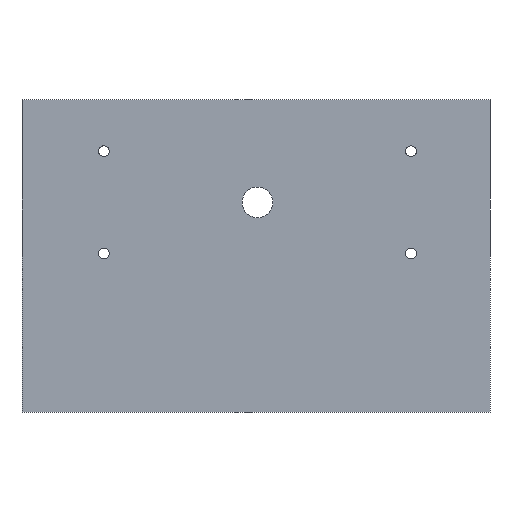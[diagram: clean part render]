
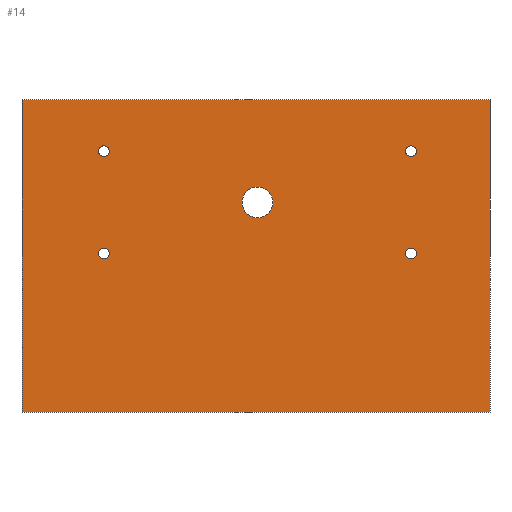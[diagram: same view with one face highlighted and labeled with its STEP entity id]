
A CAD part, front view. The second image highlights one B-rep face of the part: STEP entity #14.
In plain terms, the highlighted planar face has unit normal (0, -1, 0).
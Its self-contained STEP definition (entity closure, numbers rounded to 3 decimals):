
#14 = ADVANCED_FACE ( 'NONE', ( #176, #90, #209, #70, #177, #37 ), #495, .T. ) ;
#29 = ORIENTED_EDGE ( 'NONE', *, *, #423, .F. ) ;
#31 = EDGE_LOOP ( 'NONE', ( #95, #143 ) ) ;
#37 = FACE_OUTER_BOUND ( 'NONE', #125, .T. ) ;
#39 = CIRCLE ( 'NONE', #466, 5.25 ) ;
#40 = ORIENTED_EDGE ( 'NONE', *, *, #420, .T. ) ;
#70 = FACE_BOUND ( 'NONE', #131, .T. ) ;
#74 = CIRCLE ( 'NONE', #449, 5.25 ) ;
#76 = VECTOR ( 'NONE', #603, 1000. ) ;
#83 = ORIENTED_EDGE ( 'NONE', *, *, #407, .F. ) ;
#84 = VECTOR ( 'NONE', #254, 1000. ) ;
#90 = FACE_BOUND ( 'NONE', #31, .T. ) ;
#95 = ORIENTED_EDGE ( 'NONE', *, *, #560, .T. ) ;
#101 = CIRCLE ( 'NONE', #404, 15. ) ;
#102 = ORIENTED_EDGE ( 'NONE', *, *, #408, .F. ) ;
#115 = EDGE_LOOP ( 'NONE', ( #165, #193 ) ) ;
#116 = ORIENTED_EDGE ( 'NONE', *, *, #412, .F. ) ;
#117 = VECTOR ( 'NONE', #227, 1000. ) ;
#119 = ORIENTED_EDGE ( 'NONE', *, *, #425, .T. ) ;
#121 = EDGE_LOOP ( 'NONE', ( #144, #119 ) ) ;
#125 = EDGE_LOOP ( 'NONE', ( #83, #29, #116, #102 ) ) ;
#131 = EDGE_LOOP ( 'NONE', ( #40, #181 ) ) ;
#135 = LINE ( 'NONE', #391, #117 ) ;
#142 = LINE ( 'NONE', #390, #163 ) ;
#143 = ORIENTED_EDGE ( 'NONE', *, *, #411, .T. ) ;
#144 = ORIENTED_EDGE ( 'NONE', *, *, #429, .T. ) ;
#148 = CIRCLE ( 'NONE', #410, 5.25 ) ;
#154 = ORIENTED_EDGE ( 'NONE', *, *, #430, .T. ) ;
#156 = CIRCLE ( 'NONE', #452, 5.25 ) ;
#160 = LINE ( 'NONE', #247, #84 ) ;
#163 = VECTOR ( 'NONE', #221, 1000. ) ;
#165 = ORIENTED_EDGE ( 'NONE', *, *, #442, .T. ) ;
#171 = CIRCLE ( 'NONE', #464, 5.25 ) ;
#174 = LINE ( 'NONE', #393, #76 ) ;
#176 = FACE_BOUND ( 'NONE', #198, .T. ) ;
#177 = FACE_BOUND ( 'NONE', #115, .T. ) ;
#181 = ORIENTED_EDGE ( 'NONE', *, *, #554, .T. ) ;
#183 = CIRCLE ( 'NONE', #465, 5.25 ) ;
#193 = ORIENTED_EDGE ( 'NONE', *, *, #418, .T. ) ;
#198 = EDGE_LOOP ( 'NONE', ( #154, #202 ) ) ;
#202 = ORIENTED_EDGE ( 'NONE', *, *, #415, .T. ) ;
#208 = CIRCLE ( 'NONE', #460, 15. ) ;
#209 = FACE_BOUND ( 'NONE', #121, .T. ) ;
#221 = DIRECTION ( 'NONE',  ( 1., 0., 0. ) ) ;
#224 = DIRECTION ( 'NONE',  ( 0., 1., 0. ) ) ;
#225 = DIRECTION ( 'NONE',  ( 0., 0., 1. ) ) ;
#227 = DIRECTION ( 'NONE',  ( 0., 0., -1. ) ) ;
#233 = CARTESIAN_POINT ( 'NONE',  ( 80., 0., -150. ) ) ;
#234 = DIRECTION ( 'NONE',  ( 0., 1., 0. ) ) ;
#235 = DIRECTION ( 'NONE',  ( 0., 0., 1. ) ) ;
#239 = CARTESIAN_POINT ( 'NONE',  ( 380., 0., -150. ) ) ;
#241 = CARTESIAN_POINT ( 'NONE',  ( 230., 0., -100. ) ) ;
#242 = DIRECTION ( 'NONE',  ( 0., 1., 0. ) ) ;
#243 = DIRECTION ( 'NONE',  ( 0., 0., 1. ) ) ;
#247 = CARTESIAN_POINT ( 'NONE',  ( 0., 0., -304.8 ) ) ;
#248 = DIRECTION ( 'NONE',  ( 0., 1., 0. ) ) ;
#249 = DIRECTION ( 'NONE',  ( 0., 0., 1. ) ) ;
#254 = DIRECTION ( 'NONE',  ( -1., 0., 0. ) ) ;
#257 = CARTESIAN_POINT ( 'NONE',  ( 380., 0., -50. ) ) ;
#258 = DIRECTION ( 'NONE',  ( 0., 1., 0. ) ) ;
#259 = DIRECTION ( 'NONE',  ( 0., 0., 1. ) ) ;
#266 = CARTESIAN_POINT ( 'NONE',  ( 80., 0., -150. ) ) ;
#269 = CARTESIAN_POINT ( 'NONE',  ( 380., 0., -50. ) ) ;
#270 = CARTESIAN_POINT ( 'NONE',  ( 230., 0., -100. ) ) ;
#271 = DIRECTION ( 'NONE',  ( 0., 1., 0. ) ) ;
#272 = DIRECTION ( 'NONE',  ( 0., 0., 1. ) ) ;
#274 = DIRECTION ( 'NONE',  ( 0., 1., 0. ) ) ;
#275 = DIRECTION ( 'NONE',  ( 0., 0., 1. ) ) ;
#281 = DIRECTION ( 'NONE',  ( 0., 1., 0. ) ) ;
#282 = DIRECTION ( 'NONE',  ( 0., 0., 1. ) ) ;
#285 = CARTESIAN_POINT ( 'NONE',  ( 380., 0., -150. ) ) ;
#293 = CARTESIAN_POINT ( 'NONE',  ( 80., 0., -50. ) ) ;
#294 = DIRECTION ( 'NONE',  ( 0., 1., 0. ) ) ;
#295 = DIRECTION ( 'NONE',  ( 0., 0., 1. ) ) ;
#307 = CARTESIAN_POINT ( 'NONE',  ( 380., 0., -144.75 ) ) ;
#309 = DIRECTION ( 'NONE',  ( 0., 1., 0. ) ) ;
#310 = DIRECTION ( 'NONE',  ( 0., 0., 1. ) ) ;
#311 = CARTESIAN_POINT ( 'NONE',  ( 80., 0., -144.75 ) ) ;
#312 = CARTESIAN_POINT ( 'NONE',  ( 380., 0., -155.25 ) ) ;
#314 = CARTESIAN_POINT ( 'NONE',  ( 457.2, 0., -304.8 ) ) ;
#315 = CARTESIAN_POINT ( 'NONE',  ( 457.2, 0., 0. ) ) ;
#318 = CARTESIAN_POINT ( 'NONE',  ( 230., 0., -115. ) ) ;
#319 = CARTESIAN_POINT ( 'NONE',  ( 230., 0., -85. ) ) ;
#321 = CARTESIAN_POINT ( 'NONE',  ( 0., 0., -304.8 ) ) ;
#322 = CARTESIAN_POINT ( 'NONE',  ( 80., 0., -55.25 ) ) ;
#328 = CARTESIAN_POINT ( 'NONE',  ( 80., 0., -155.25 ) ) ;
#330 = CARTESIAN_POINT ( 'NONE',  ( 380., 0., -44.75 ) ) ;
#331 = CARTESIAN_POINT ( 'NONE',  ( 0., 0., 0. ) ) ;
#333 = CARTESIAN_POINT ( 'NONE',  ( 380., 0., -55.25 ) ) ;
#334 = CARTESIAN_POINT ( 'NONE',  ( 80., 0., -44.75 ) ) ;
#390 = CARTESIAN_POINT ( 'NONE',  ( 0., 0., 0. ) ) ;
#391 = CARTESIAN_POINT ( 'NONE',  ( 457.2, 0., 0. ) ) ;
#393 = CARTESIAN_POINT ( 'NONE',  ( 0., 0., 0. ) ) ;
#404 = AXIS2_PLACEMENT_3D ( 'NONE', #270, #281, #282 ) ;
#407 = EDGE_CURVE ( 'NONE', #578, #594, #174, .T. ) ;
#408 = EDGE_CURVE ( 'NONE', #594, #572, #142, .T. ) ;
#410 = AXIS2_PLACEMENT_3D ( 'NONE', #266, #274, #275 ) ;
#411 = EDGE_CURVE ( 'NONE', #579, #598, #156, .T. ) ;
#412 = EDGE_CURVE ( 'NONE', #572, #570, #135, .T. ) ;
#415 = EDGE_CURVE ( 'NONE', #591, #567, #74, .T. ) ;
#418 = EDGE_CURVE ( 'NONE', #575, #576, #208, .T. ) ;
#420 = EDGE_CURVE ( 'NONE', #561, #568, #171, .T. ) ;
#421 = AXIS2_PLACEMENT_3D ( 'NONE', #293, #309, #310 ) ;
#423 = EDGE_CURVE ( 'NONE', #570, #578, #160, .T. ) ;
#425 = EDGE_CURVE ( 'NONE', #597, #593, #39, .T. ) ;
#429 = EDGE_CURVE ( 'NONE', #593, #597, #183, .T. ) ;
#430 = EDGE_CURVE ( 'NONE', #567, #591, #148, .T. ) ;
#442 = EDGE_CURVE ( 'NONE', #576, #575, #101, .T. ) ;
#449 = AXIS2_PLACEMENT_3D ( 'NONE', #233, #234, #235 ) ;
#452 = AXIS2_PLACEMENT_3D ( 'NONE', #583, #224, #225 ) ;
#456 = AXIS2_PLACEMENT_3D ( 'NONE', #499, #502, #478 ) ;
#460 = AXIS2_PLACEMENT_3D ( 'NONE', #241, #242, #243 ) ;
#464 = AXIS2_PLACEMENT_3D ( 'NONE', #239, #248, #249 ) ;
#465 = AXIS2_PLACEMENT_3D ( 'NONE', #269, #271, #272 ) ;
#466 = AXIS2_PLACEMENT_3D ( 'NONE', #257, #258, #259 ) ;
#469 = AXIS2_PLACEMENT_3D ( 'NONE', #285, #294, #295 ) ;
#478 = DIRECTION ( 'NONE',  ( 0., 0., -1. ) ) ;
#495 = PLANE ( 'NONE',  #456 ) ;
#499 = CARTESIAN_POINT ( 'NONE',  ( 0., 0., -304.8 ) ) ;
#502 = DIRECTION ( 'NONE',  ( 0., -1., 0. ) ) ;
#548 = CIRCLE ( 'NONE', #421, 5.25 ) ;
#551 = CIRCLE ( 'NONE', #469, 5.25 ) ;
#554 = EDGE_CURVE ( 'NONE', #568, #561, #551, .T. ) ;
#560 = EDGE_CURVE ( 'NONE', #598, #579, #548, .T. ) ;
#561 = VERTEX_POINT ( 'NONE', #307 ) ;
#567 = VERTEX_POINT ( 'NONE', #311 ) ;
#568 = VERTEX_POINT ( 'NONE', #312 ) ;
#570 = VERTEX_POINT ( 'NONE', #314 ) ;
#572 = VERTEX_POINT ( 'NONE', #315 ) ;
#575 = VERTEX_POINT ( 'NONE', #318 ) ;
#576 = VERTEX_POINT ( 'NONE', #319 ) ;
#578 = VERTEX_POINT ( 'NONE', #321 ) ;
#579 = VERTEX_POINT ( 'NONE', #322 ) ;
#583 = CARTESIAN_POINT ( 'NONE',  ( 80., 0., -50. ) ) ;
#591 = VERTEX_POINT ( 'NONE', #328 ) ;
#593 = VERTEX_POINT ( 'NONE', #330 ) ;
#594 = VERTEX_POINT ( 'NONE', #331 ) ;
#597 = VERTEX_POINT ( 'NONE', #333 ) ;
#598 = VERTEX_POINT ( 'NONE', #334 ) ;
#603 = DIRECTION ( 'NONE',  ( 0., 0., 1. ) ) ;
